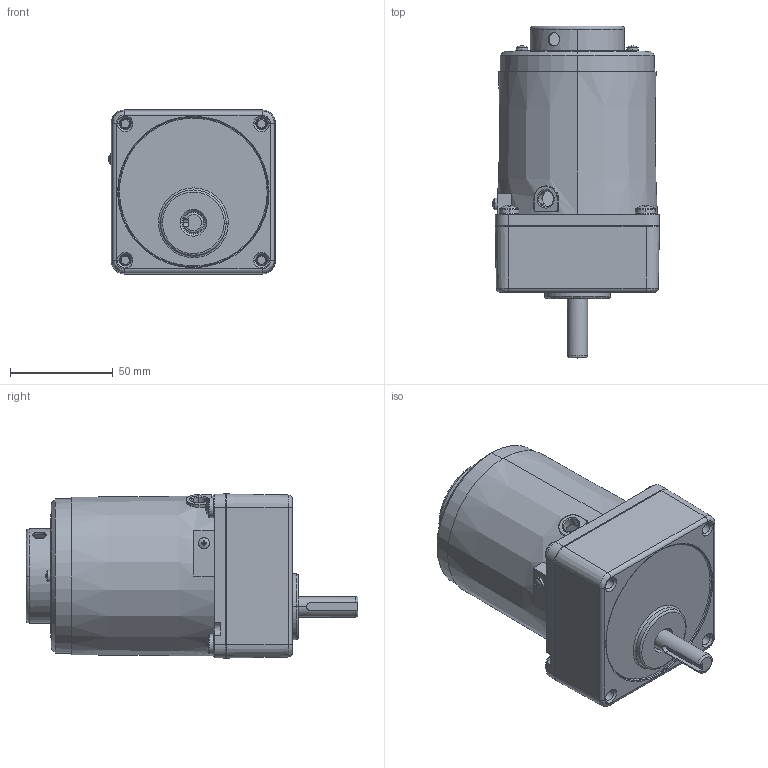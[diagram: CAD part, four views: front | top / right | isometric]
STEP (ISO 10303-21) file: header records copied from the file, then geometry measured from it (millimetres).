
FILE_DESCRIPTION (( 'STEP AP203' ), '1' );
FILE_NAME ('4ik25rgn-c-4gn3k-18k.STEP', '2015-12-10T05:37:41', ( '微软用户' ), ( '微软中国' ), 'SwSTEP 2.0', 'SolidWorks 2009', '' );
FILE_SCHEMA (( 'CONFIG_CONTROL_DESIGN' ));
Length unit declared in the file: millimetre
Products named in the file (13): 4IK25RGN-C-4GN3K-18K_ASM_1_AF0__ASM; PRT0113; PRT0117; PRT0115; PRT0116; 4ik25rgn-c-4gn3k-18k; PRT0121; ASM0025_ASM; PRT0114; PRT0063_AF0; PRT0120; PRT0119; PRT0118
Assembly tree (12 placements, depth 4):
  4ik25rgn-c-4gn3k-18k
    PRT0121
    ASM0025_ASM
      PRT0115
      PRT0114
      PRT0116
      PRT0117
      PRT0113
      PRT0120
      4IK25RGN-C-4GN3K-18K_ASM_1_AF0__ASM
        PRT0063_AF0
      PRT0118
      PRT0119
Bounding box: 81.32 x 161.75 x 80 mm (x, y, z)
Volume: 332253.5 mm3; surface area: 95095.6 mm2
Topology: 10 solids, 10 shells, 1325 faces, 2890 edges, 1596 vertices
Faces by surface type: cone 668, cylinder 371, plane 208, bspline 78
Entity records: 39316 total; most frequent: CARTESIAN_POINT 9341, DIRECTION 6445, ORIENTED_EDGE 5706, EDGE_CURVE 2853, AXIS2_PLACEMENT_3D 2592, VERTEX_POINT 1596, EDGE_LOOP 1393, CIRCLE 1328
